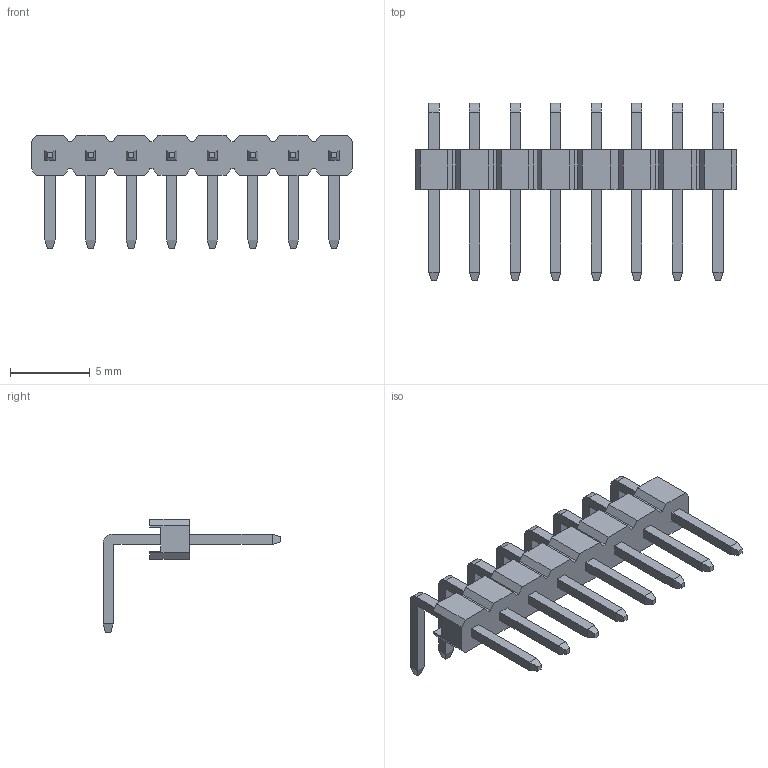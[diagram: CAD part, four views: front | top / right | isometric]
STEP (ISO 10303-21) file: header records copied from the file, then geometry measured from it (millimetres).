
FILE_DESCRIPTION(('STEP AP214'),'1');
FILE_NAME(' ',' ',('TraceParts'),('TraceParts S.A.'),'XStep 1.0',' ',' ');
FILE_SCHEMA(('automotive_design'));
Length unit declared in the file: millimetre
Products named in the file (1): 1
Bounding box: 20.12 x 11.14 x 7.1 mm (x, y, z)
Volume: 143.8 mm3; surface area: 537.3 mm2
Topology: 1 solids, 1 shells, 246 faces, 684 edges, 456 vertices
Faces by surface type: plane 230, cylinder 16
Entity records: 15424 total; most frequent: CARTESIAN_POINT 1387, STYLED_ITEM 1386, PRESENTATION_STYLE_ASSIGNMENT 1386, COLOUR_RGB 1386, ORIENTED_EDGE 1368, DIRECTION 1210, EDGE_CURVE 684, CURVE_STYLE 684
